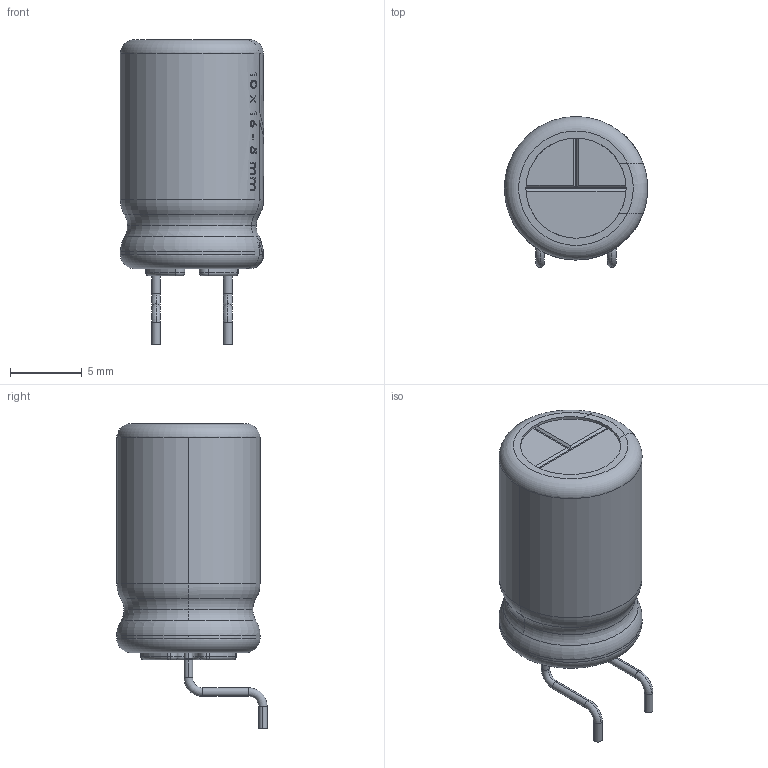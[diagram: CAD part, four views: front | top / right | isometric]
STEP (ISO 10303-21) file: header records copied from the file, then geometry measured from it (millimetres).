
FILE_DESCRIPTION (( 'STEP AP214' ), '1' );
FILE_NAME ('User Library-Cap-EL(10x16-5)TH-H-itns-1.STEP', '2021-10-03T15:26:09', ( '' ), ( '' ), 'SwSTEP 2.0', 'SolidWorks 2021', '' );
FILE_SCHEMA (( 'AUTOMOTIVE_DESIGN' ));
Length unit declared in the file: millimetre
Products named in the file (1): User Library-Cap-EL(10x16-5)TH-H-itns-1
Bounding box: 10 x 10.5 x 21.29 mm (x, y, z)
Volume: 672 mm3; surface area: 1099.6 mm2
Topology: 1 solids, 2 shells, 508 faces, 1307 edges, 848 vertices
Faces by surface type: plane 211, bspline 130, cylinder 107, torus 60
Entity records: 28659 total; most frequent: CARTESIAN_POINT 11949, ORIENTED_EDGE 2614, DIRECTION 1961, EDGE_CURVE 1307, VERTEX_POINT 848, AXIS2_PLACEMENT_3D 755, EDGE_LOOP 553, ADVANCED_FACE 508
